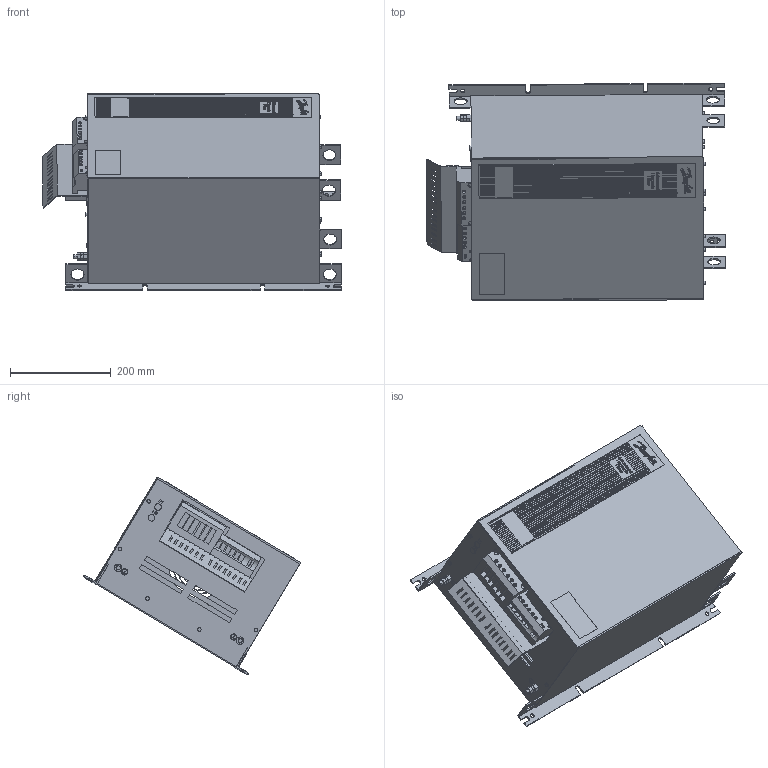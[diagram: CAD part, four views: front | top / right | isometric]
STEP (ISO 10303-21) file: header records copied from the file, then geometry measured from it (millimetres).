
FILE_DESCRIPTION((''),'2;1');
FILE_NAME('89','2023-04-13T15:17:06',('U388355'),('Danfoss Power Electronics'),'CREO PARAMETRIC BY PTC INC, 2020342','CREO PARAMETRIC BY PTC INC, 2020342','');
FILE_SCHEMA(('CONFIG_CONTROL_DESIGN','GEOMETRIC_VALIDATION_PROPERTIES_MIM'));
Products named in the file (1): 89
Bounding box: 593.69 x 432.36 x 391.63 mm (x, y, z)
Volume: 2258990 mm3; surface area: 1494627.7 mm2
Topology: 13 solids, 13 shells, 1686 faces, 4477 edges, 3002 vertices
Faces by surface type: plane 1428, cylinder 203, extrusion 55
Entity records: 54075 total; most frequent: CARTESIAN_POINT 11344, ORIENTED_EDGE 8954, DIRECTION 8166, EDGE_CURVE 4477, VECTOR 3934, LINE 3879, VERTEX_POINT 3002, AXIS2_PLACEMENT_3D 2116
